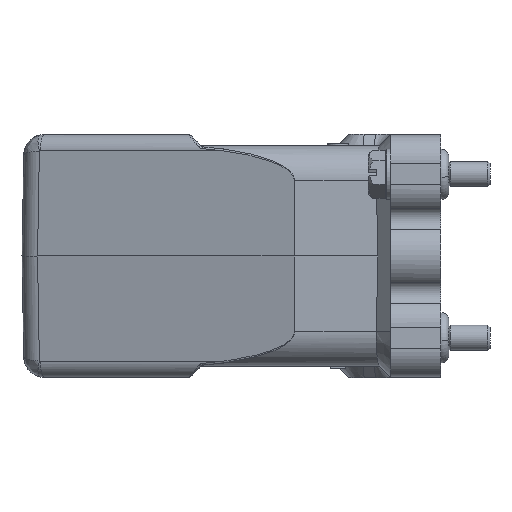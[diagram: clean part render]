
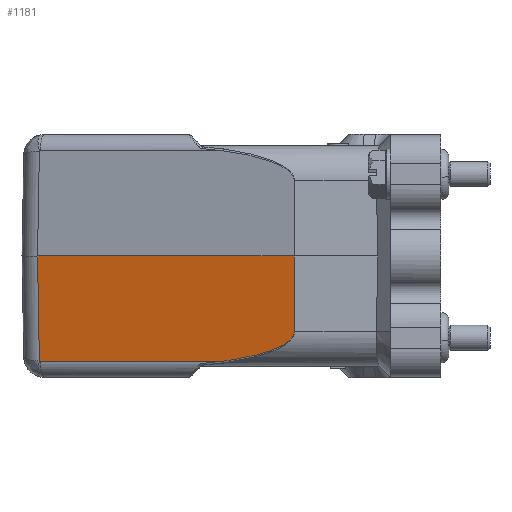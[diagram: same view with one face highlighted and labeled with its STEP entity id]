
A CAD part, left-side view. The second image highlights one B-rep face of the part: STEP entity #1181.
In plain terms, the highlighted planar face has unit normal (-0.966, 0.259, -0.018).
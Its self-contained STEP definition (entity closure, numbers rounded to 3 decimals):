
#1181=ADVANCED_FACE('NONE',(#1988),#1515,.T.);
#1515=PLANE('',#10629);
#1988=FACE_OUTER_BOUND('',#2589,.T.);
#2589=EDGE_LOOP('',(#5967,#5968,#5969,#5970,#5971,#5972));
#3112=LINE('',#18810,#3665);
#3113=LINE('',#18812,#3666);
#3201=LINE('',#19993,#3754);
#3202=LINE('',#20082,#3755);
#3665=VECTOR('',#11982,1.);
#3666=VECTOR('',#11985,1.);
#3754=VECTOR('',#12225,1.);
#3755=VECTOR('',#12228,1.);
#5967=ORIENTED_EDGE('',*,*,#9024,.F.);
#5968=ORIENTED_EDGE('',*,*,#9022,.T.);
#5969=ORIENTED_EDGE('',*,*,#8829,.T.);
#5970=ORIENTED_EDGE('',*,*,#8830,.T.);
#5971=ORIENTED_EDGE('',*,*,#8832,.T.);
#5972=ORIENTED_EDGE('',*,*,#9025,.F.);
#7461=VERTEX_POINT('',#18224);
#7463=VERTEX_POINT('',#18247);
#7531=VERTEX_POINT('',#18804);
#7532=VERTEX_POINT('',#18820);
#7655=VERTEX_POINT('',#19994);
#7656=VERTEX_POINT('',#20081);
#8829=EDGE_CURVE('NONE',#7531,#7461,#3112,.T.);
#8830=EDGE_CURVE('NONE',#7461,#7463,#3113,.T.);
#8832=EDGE_CURVE('NONE',#7463,#7532,#9888,.T.);
#9022=EDGE_CURVE('NONE',#7655,#7531,#3201,.T.);
#9024=EDGE_CURVE('NONE',#7655,#7656,#9977,.T.);
#9025=EDGE_CURVE('NONE',#7656,#7532,#3202,.T.);
#9888=B_SPLINE_CURVE_WITH_KNOTS('',3,(#18821,#18822,#18823,#18824),
 .UNSPECIFIED.,.F.,.F.,(4,4),(0.,1.),.UNSPECIFIED.);
#9977=B_SPLINE_CURVE_WITH_KNOTS('',3,(#20000,#20001,#20002,#20003,#20004,
#20005,#20006,#20007,#20008,#20009,#20010,#20011,#20012,#20013,#20014,#20015,
#20016,#20017,#20018,#20019,#20020,#20021,#20022,#20023,#20024,#20025,#20026,
#20027,#20028,#20029,#20030,#20031,#20032,#20033,#20034,#20035,#20036,#20037,
#20038,#20039,#20040,#20041,#20042,#20043,#20044,#20045,#20046,#20047,#20048,
#20049,#20050,#20051,#20052,#20053,#20054,#20055,#20056,#20057,#20058,#20059,
#20060,#20061,#20062,#20063,#20064,#20065,#20066,#20067,#20068,#20069,#20070,
#20071,#20072,#20073,#20074,#20075,#20076,#20077,#20078,#20079,#20080),
 .UNSPECIFIED.,.F.,.F.,(4,2,2,2,2,2,1,2,2,2,2,2,2,1,2,2,1,2,2,2,2,1,1,2,
2,1,1,2,2,2,2,1,2,2,2,2,1,1,1,1,1,2,2,2,2,2,4),(0.,0.031,0.063,
0.078,0.08,0.082,0.086,
0.094,0.125,0.141,0.156,
0.188,0.25,0.281,0.285,
0.289,0.297,0.313,0.328,
0.336,0.344,0.375,0.391,
0.393,0.394,0.395,0.398,
0.406,0.438,0.445,0.447,0.449,
0.453,0.469,0.484,0.492,
0.496,0.498,0.499,0.5,
0.5,0.5,0.5,0.625,
0.75,0.875,1.),.UNSPECIFIED.);
#10629=AXIS2_PLACEMENT_3D('',#20083,#12229,#12230);
#11982=DIRECTION('',(0.259,0.966,0.));
#11985=DIRECTION('',(0.013,-0.017,-1.));
#12225=DIRECTION('',(-0.017,0.002,1.));
#12228=DIRECTION('',(0.259,0.966,0.));
#12229=DIRECTION('',(-0.966,0.259,-0.017));
#12230=DIRECTION('',(-0.259,-0.966,0.));
#18224=CARTESIAN_POINT('',(-28.576,96.295,0.));
#18247=CARTESIAN_POINT('',(-28.241,95.857,-25.04));
#18804=CARTESIAN_POINT('',(-44.983,35.064,0.));
#18810=CARTESIAN_POINT('',(-27.583,100.,0.));
#18812=CARTESIAN_POINT('',(-28.576,96.295,0.));
#18820=CARTESIAN_POINT('',(-28.305,95.615,-25.07));
#18821=CARTESIAN_POINT('',(-28.241,95.857,-25.04));
#18822=CARTESIAN_POINT('',(-28.262,95.778,-25.06));
#18823=CARTESIAN_POINT('',(-28.283,95.698,-25.07));
#18824=CARTESIAN_POINT('',(-28.305,95.615,-25.07));
#19993=CARTESIAN_POINT('',(-44.67,35.022,-17.948));
#19994=CARTESIAN_POINT('',(-44.67,35.022,-17.948));
#20000=CARTESIAN_POINT('',(-44.67,35.022,-17.948));
#20001=CARTESIAN_POINT('',(-44.669,35.023,-17.957));
#20002=CARTESIAN_POINT('',(-44.669,35.019,-18.041));
#20003=CARTESIAN_POINT('',(-44.654,35.054,-18.354));
#20004=CARTESIAN_POINT('',(-44.638,35.097,-18.584));
#20005=CARTESIAN_POINT('',(-44.582,35.277,-19.004));
#20006=CARTESIAN_POINT('',(-44.558,35.356,-19.156));
#20007=CARTESIAN_POINT('',(-44.524,35.472,-19.334));
#20008=CARTESIAN_POINT('',(-44.52,35.485,-19.354));
#20009=CARTESIAN_POINT('',(-44.512,35.512,-19.394));
#20010=CARTESIAN_POINT('',(-44.507,35.529,-19.418));
#20011=CARTESIAN_POINT('',(-44.501,35.549,-19.447));
#20012=CARTESIAN_POINT('',(-44.489,35.591,-19.505));
#20013=CARTESIAN_POINT('',(-44.476,35.634,-19.562));
#20014=CARTESIAN_POINT('',(-44.433,35.782,-19.75));
#20015=CARTESIAN_POINT('',(-44.397,35.911,-19.891));
#20016=CARTESIAN_POINT('',(-44.339,36.113,-20.092));
#20017=CARTESIAN_POINT('',(-44.319,36.183,-20.157));
#20018=CARTESIAN_POINT('',(-44.279,36.324,-20.284));
#20019=CARTESIAN_POINT('',(-44.256,36.403,-20.351));
#20020=CARTESIAN_POINT('',(-44.191,36.635,-20.542));
#20021=CARTESIAN_POINT('',(-44.145,36.796,-20.663));
#20022=CARTESIAN_POINT('',(-44.007,37.288,-21.008));
#20023=CARTESIAN_POINT('',(-43.912,37.63,-21.217));
#20024=CARTESIAN_POINT('',(-43.766,38.155,-21.507));
#20025=CARTESIAN_POINT('',(-43.71,38.355,-21.611));
#20026=CARTESIAN_POINT('',(-43.655,38.557,-21.711));
#20027=CARTESIAN_POINT('',(-43.642,38.602,-21.733));
#20028=CARTESIAN_POINT('',(-43.637,38.621,-21.743));
#20029=CARTESIAN_POINT('',(-43.62,38.683,-21.773));
#20030=CARTESIAN_POINT('',(-43.585,38.807,-21.833));
#20031=CARTESIAN_POINT('',(-43.551,38.932,-21.891));
#20032=CARTESIAN_POINT('',(-43.505,39.098,-21.968));
#20033=CARTESIAN_POINT('',(-43.482,39.182,-22.005));
#20034=CARTESIAN_POINT('',(-43.447,39.307,-22.061));
#20035=CARTESIAN_POINT('',(-43.436,39.349,-22.08));
#20036=CARTESIAN_POINT('',(-43.413,39.433,-22.116));
#20037=CARTESIAN_POINT('',(-43.4,39.477,-22.135));
#20038=CARTESIAN_POINT('',(-43.338,39.704,-22.233));
#20039=CARTESIAN_POINT('',(-43.263,39.977,-22.345));
#20040=CARTESIAN_POINT('',(-43.184,40.264,-22.455));
#20041=CARTESIAN_POINT('',(-43.155,40.367,-22.495));
#20042=CARTESIAN_POINT('',(-43.151,40.384,-22.501));
#20043=CARTESIAN_POINT('',(-43.15,40.385,-22.501));
#20044=CARTESIAN_POINT('',(-43.15,40.388,-22.503));
#20045=CARTESIAN_POINT('',(-43.147,40.397,-22.506));
#20046=CARTESIAN_POINT('',(-43.139,40.425,-22.516));
#20047=CARTESIAN_POINT('',(-43.129,40.463,-22.531));
#20048=CARTESIAN_POINT('',(-43.087,40.617,-22.588));
#20049=CARTESIAN_POINT('',(-43.029,40.827,-22.666));
#20050=CARTESIAN_POINT('',(-42.927,41.201,-22.796));
#20051=CARTESIAN_POINT('',(-42.905,41.281,-22.823));
#20052=CARTESIAN_POINT('',(-42.875,41.388,-22.859));
#20053=CARTESIAN_POINT('',(-42.869,41.411,-22.867));
#20054=CARTESIAN_POINT('',(-42.855,41.461,-22.884));
#20055=CARTESIAN_POINT('',(-42.836,41.533,-22.908));
#20056=CARTESIAN_POINT('',(-42.817,41.602,-22.93));
#20057=CARTESIAN_POINT('',(-42.756,41.823,-23.003));
#20058=CARTESIAN_POINT('',(-42.715,41.973,-23.05));
#20059=CARTESIAN_POINT('',(-42.648,42.219,-23.126));
#20060=CARTESIAN_POINT('',(-42.622,42.315,-23.156));
#20061=CARTESIAN_POINT('',(-42.593,42.418,-23.187));
#20062=CARTESIAN_POINT('',(-42.586,42.445,-23.195));
#20063=CARTESIAN_POINT('',(-42.578,42.476,-23.204));
#20064=CARTESIAN_POINT('',(-42.574,42.489,-23.208));
#20065=CARTESIAN_POINT('',(-42.571,42.499,-23.211));
#20066=CARTESIAN_POINT('',(-42.57,42.503,-23.213));
#20067=CARTESIAN_POINT('',(-42.569,42.505,-23.213));
#20068=CARTESIAN_POINT('',(-42.569,42.506,-23.213));
#20069=CARTESIAN_POINT('',(-42.569,42.506,-23.213));
#20070=CARTESIAN_POINT('',(-42.569,42.507,-23.213));
#20071=CARTESIAN_POINT('',(-42.569,42.505,-23.213));
#20072=CARTESIAN_POINT('',(-42.158,44.01,-23.662));
#20073=CARTESIAN_POINT('',(-41.793,45.352,-23.967));
#20074=CARTESIAN_POINT('',(-41.164,47.669,-24.439));
#20075=CARTESIAN_POINT('',(-40.899,48.644,-24.604));
#20076=CARTESIAN_POINT('',(-40.474,50.216,-24.851));
#20077=CARTESIAN_POINT('',(-40.312,50.813,-24.933));
#20078=CARTESIAN_POINT('',(-40.093,51.624,-25.041));
#20079=CARTESIAN_POINT('',(-40.035,51.839,-25.067));
#20080=CARTESIAN_POINT('',(-40.029,51.861,-25.07));
#20081=CARTESIAN_POINT('',(-40.029,51.861,-25.07));
#20082=CARTESIAN_POINT('',(-41.972,44.611,-25.07));
#20083=CARTESIAN_POINT('',(-27.583,100.,0.));
